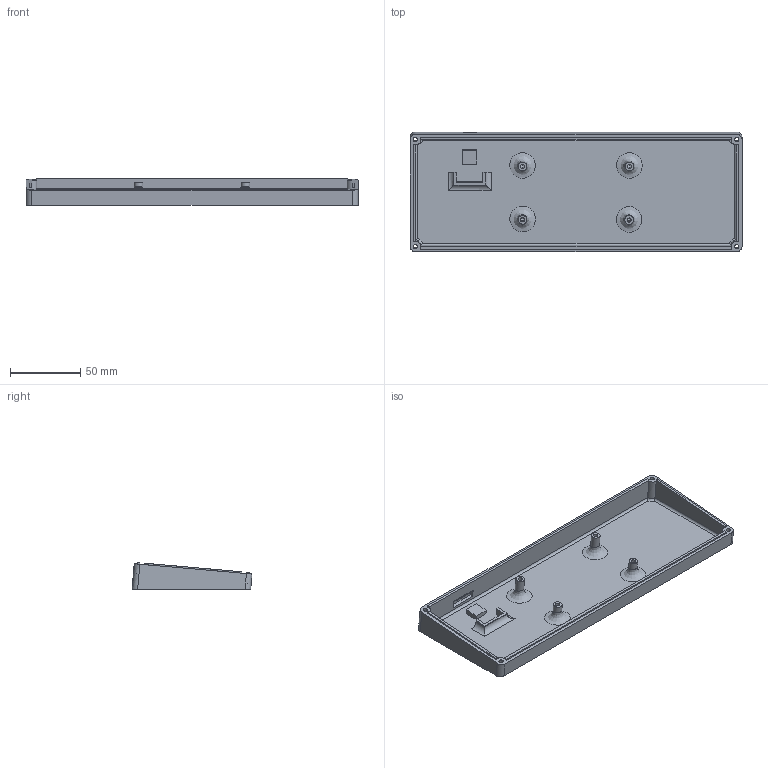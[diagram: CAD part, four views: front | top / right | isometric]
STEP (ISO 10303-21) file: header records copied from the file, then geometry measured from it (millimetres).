
FILE_DESCRIPTION(/* description */ (''),/* implementation_level */ '2;1');
FILE_NAME(/* name */ 'VOID40OP - Bottom.step',/* time_stamp */ '2021-04-01T13:19:06+03:00',/* author */ (''),/* organization */ (''),/* preprocessor_version */ 'ST-DEVELOPER v18.1',/* originating_system */ 'Autodesk Translation Framework v9.10.0.1330',/* authorisation */ '');
FILE_SCHEMA (('AUTOMOTIVE_DESIGN { 1 0 10303 214 3 1 1 }'));
Length unit declared in the file: millimetre
Products named in the file (1): VOID40 One Piece GRID
Bounding box: 236.74 x 85.55 x 19.11 mm (x, y, z)
Volume: 61955.6 mm3; surface area: 60744.8 mm2
Topology: 1 solids, 1 shells, 103 faces, 266 edges, 176 vertices
Faces by surface type: plane 49, cylinder 42, bspline 8, cone 4
Full cylindrical faces by diameter (mm): 2.95 x8, 5.6 x4, 6.2 x4
Entity records: 3773 total; most frequent: CARTESIAN_POINT 1193, DIRECTION 528, ORIENTED_EDGE 524, EDGE_CURVE 262, AXIS2_PLACEMENT_3D 188, VERTEX_POINT 176, LINE 152, VECTOR 152
